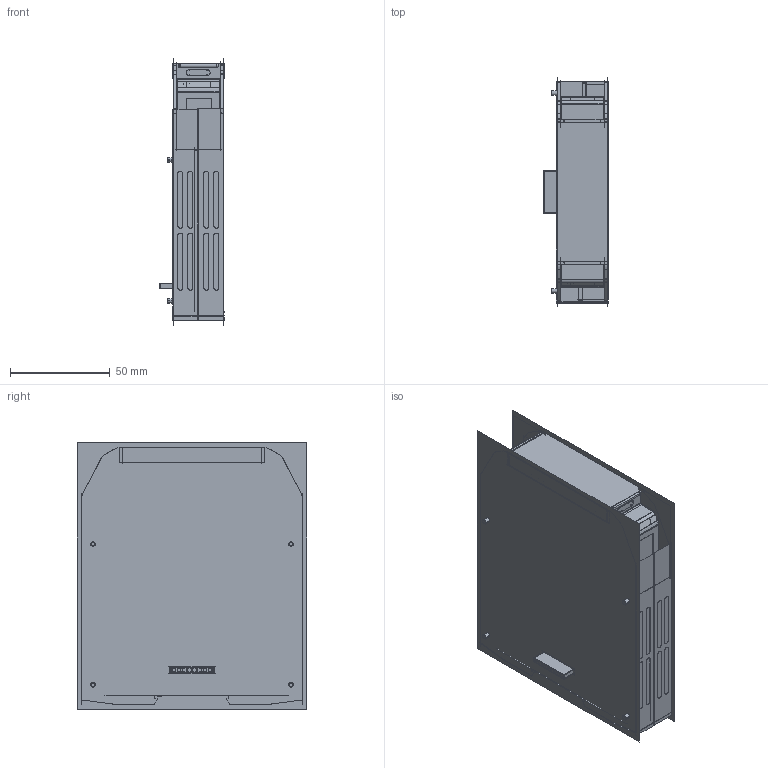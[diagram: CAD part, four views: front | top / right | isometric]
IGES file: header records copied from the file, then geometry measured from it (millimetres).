
Start section:  PTC IGES file: 231119_sm01.igs
Global section: file name: 231119_sm01.igs; native system: Creo Parametric by PTC Inc.; preprocessor: 2019292; author: PDMAdmin; organization: Unknown; date: 20230109.132531; units: millimetre
Bounding box: 32.3 x 114.57 x 133.58 mm (x, y, z)
Volume: 315564.7 mm3; surface area: 265126.9 mm2
Topology: 1 solids, 1 shells, 3212 faces, 16035 edges, 19663 vertices
Faces by surface type: bspline 2462, revolution 750
